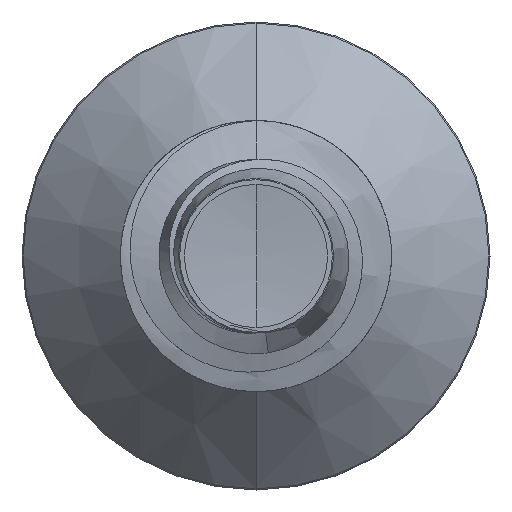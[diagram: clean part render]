
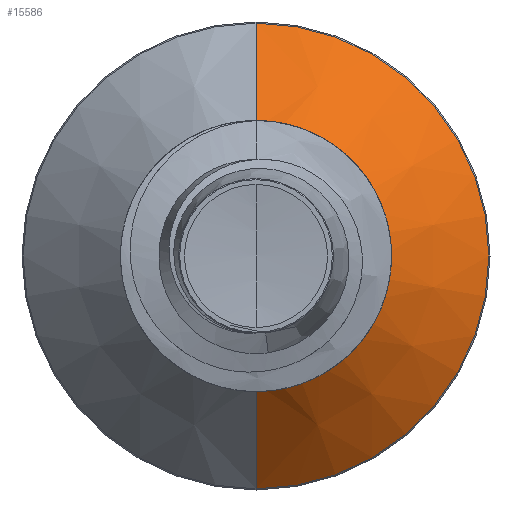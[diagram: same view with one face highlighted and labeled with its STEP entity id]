
A CAD part, front view. The second image highlights one B-rep face of the part: STEP entity #15586.
In plain terms, the highlighted conical face has half-angle 45 degrees and reference radius 1.034 mm.
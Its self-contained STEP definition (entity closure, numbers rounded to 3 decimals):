
#240 = CARTESIAN_POINT ( 'NONE',  ( 0., 7.784, -1.034 ) ) ;
#395 = VECTOR ( 'NONE', #11647, 1000. ) ;
#1440 = VERTEX_POINT ( 'NONE', #6428 ) ;
#1505 = EDGE_LOOP ( 'NONE', ( #1701, #3605, #8400, #3133 ) ) ;
#1701 = ORIENTED_EDGE ( 'NONE', *, *, #11473, .T. ) ;
#1803 = AXIS2_PLACEMENT_3D ( 'NONE', #2524, #10440, #10387 ) ;
#2317 = LINE ( 'NONE', #7768, #395 ) ;
#2524 = CARTESIAN_POINT ( 'NONE',  ( 0., 7.784, 0. ) ) ;
#2802 = VERTEX_POINT ( 'NONE', #9613 ) ;
#3133 = ORIENTED_EDGE ( 'NONE', *, *, #6391, .F. ) ;
#3289 = FACE_OUTER_BOUND ( 'NONE', #1505, .T. ) ;
#3420 = DIRECTION ( 'NONE',  ( 0., 1., 0. ) ) ;
#3605 = ORIENTED_EDGE ( 'NONE', *, *, #4519, .T. ) ;
#4519 = EDGE_CURVE ( 'NONE', #16538, #2802, #2317, .T. ) ;
#5378 = DIRECTION ( 'NONE',  ( 0., 0.707, 0.707 ) ) ;
#5574 = CARTESIAN_POINT ( 'NONE',  ( 0., 7.784, 0. ) ) ;
#6391 = EDGE_CURVE ( 'NONE', #13765, #1440, #9979, .T. ) ;
#6411 = CIRCLE ( 'NONE', #16422, 1.89 ) ;
#6428 = CARTESIAN_POINT ( 'NONE',  ( 0., 8.64, 1.89 ) ) ;
#6465 = VECTOR ( 'NONE', #5378, 1000. ) ;
#6912 = DIRECTION ( 'NONE',  ( 0., 0., 1. ) ) ;
#7768 = CARTESIAN_POINT ( 'NONE',  ( 0., 7.784, -1.034 ) ) ;
#8400 = ORIENTED_EDGE ( 'NONE', *, *, #13112, .F. ) ;
#9613 = CARTESIAN_POINT ( 'NONE',  ( 0., 8.64, -1.89 ) ) ;
#9979 = LINE ( 'NONE', #17214, #6465 ) ;
#10387 = DIRECTION ( 'NONE',  ( 0., 0., 1. ) ) ;
#10440 = DIRECTION ( 'NONE',  ( 0., 1., 0. ) ) ;
#11325 = CARTESIAN_POINT ( 'NONE',  ( 0., 8.64, 0. ) ) ;
#11473 = EDGE_CURVE ( 'NONE', #13765, #16538, #14500, .T. ) ;
#11647 = DIRECTION ( 'NONE',  ( 0., 0.707, -0.707 ) ) ;
#12662 = DIRECTION ( 'NONE',  ( 0., 0., 1. ) ) ;
#12671 = AXIS2_PLACEMENT_3D ( 'NONE', #5574, #14823, #6912 ) ;
#13112 = EDGE_CURVE ( 'NONE', #1440, #2802, #6411, .T. ) ;
#13765 = VERTEX_POINT ( 'NONE', #14457 ) ;
#14457 = CARTESIAN_POINT ( 'NONE',  ( 0., 7.784, 1.034 ) ) ;
#14500 = CIRCLE ( 'NONE', #12671, 1.034 ) ;
#14823 = DIRECTION ( 'NONE',  ( 0., 1., 0. ) ) ;
#15586 = ADVANCED_FACE ( 'NONE', ( #3289 ), #16099, .T. ) ;
#16099 = CONICAL_SURFACE ( 'NONE', #1803, 1.034, 0.785 ) ;
#16422 = AXIS2_PLACEMENT_3D ( 'NONE', #11325, #3420, #12662 ) ;
#16538 = VERTEX_POINT ( 'NONE', #240 ) ;
#17214 = CARTESIAN_POINT ( 'NONE',  ( 0., 7.784, 1.034 ) ) ;
